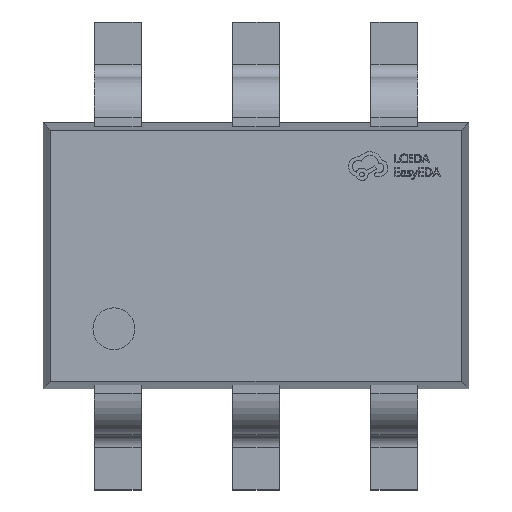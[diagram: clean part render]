
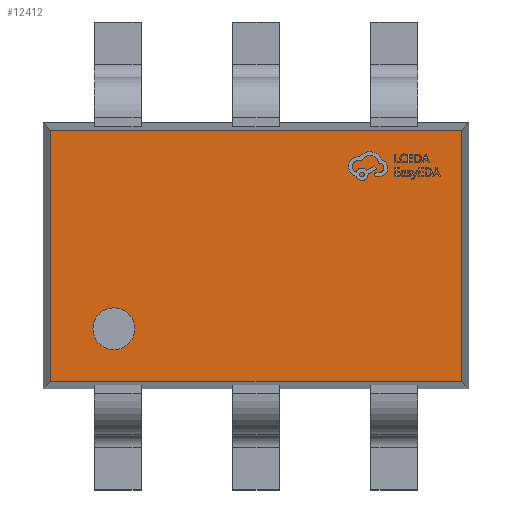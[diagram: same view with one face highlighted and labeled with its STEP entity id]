
A CAD part, top view. The second image highlights one B-rep face of the part: STEP entity #12412.
In plain terms, the highlighted planar face has unit normal (0, 0, 1).
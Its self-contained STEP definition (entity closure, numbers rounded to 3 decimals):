
#752 = LINE ( 'NONE', #10842, #4738 ) ;
#910 = EDGE_CURVE ( 'NONE', #11507, #7811, #1144, .T. ) ;
#990 = ORIENTED_EDGE ( 'NONE', *, *, #910, .T. ) ;
#1144 = LINE ( 'NONE', #16900, #17436 ) ;
#1313 = VECTOR ( 'NONE', #9247, 1000. ) ;
#2528 = LINE ( 'NONE', #11377, #12413 ) ;
#2593 = CARTESIAN_POINT ( 'NONE',  ( -0.767, -0.344, 0.5 ) ) ;
#2725 = CARTESIAN_POINT ( 'NONE',  ( 0.965, 0.59, 0.5 ) ) ;
#3228 = EDGE_CURVE ( 'NONE', #7811, #8613, #752, .T. ) ;
#3439 = FACE_OUTER_BOUND ( 'NONE', #7516, .T. ) ;
#3519 = DIRECTION ( 'NONE',  ( 0., 0., 1. ) ) ;
#3854 = EDGE_LOOP ( 'NONE', ( #11788, #12883 ) ) ;
#4016 = DIRECTION ( 'NONE',  ( 0., -1., 0. ) ) ;
#4327 = CIRCLE ( 'NONE', #15021, 0.098 ) ;
#4486 = DIRECTION ( 'NONE',  ( 0., 0., 1. ) ) ;
#4738 = VECTOR ( 'NONE', #18410, 1000. ) ;
#4862 = AXIS2_PLACEMENT_3D ( 'NONE', #16583, #3519, #6193 ) ;
#5784 = EDGE_CURVE ( 'NONE', #11006, #15817, #4327, .T. ) ;
#6016 = FACE_BOUND ( 'NONE', #3854, .T. ) ;
#6193 = DIRECTION ( 'NONE',  ( 1., 0., 0. ) ) ;
#7496 = ORIENTED_EDGE ( 'NONE', *, *, #3228, .T. ) ;
#7516 = EDGE_LOOP ( 'NONE', ( #18233, #10811, #990, #7496 ) ) ;
#7798 = LINE ( 'NONE', #9526, #1313 ) ;
#7811 = VERTEX_POINT ( 'NONE', #17063 ) ;
#8613 = VERTEX_POINT ( 'NONE', #12985 ) ;
#8991 = PLANE ( 'NONE',  #15442 ) ;
#9247 = DIRECTION ( 'NONE',  ( -1., 0., 0. ) ) ;
#9479 = EDGE_CURVE ( 'NONE', #15817, #11006, #17659, .T. ) ;
#9526 = CARTESIAN_POINT ( 'NONE',  ( -1., 0.59, 0.5 ) ) ;
#10811 = ORIENTED_EDGE ( 'NONE', *, *, #11701, .T. ) ;
#10842 = CARTESIAN_POINT ( 'NONE',  ( -1., -0.59, 0.5 ) ) ;
#11006 = VERTEX_POINT ( 'NONE', #2593 ) ;
#11377 = CARTESIAN_POINT ( 'NONE',  ( 0.965, 0.625, 0.5 ) ) ;
#11507 = VERTEX_POINT ( 'NONE', #17257 ) ;
#11610 = DIRECTION ( 'NONE',  ( 0., 0., 1. ) ) ;
#11701 = EDGE_CURVE ( 'NONE', #17427, #11507, #7798, .T. ) ;
#11788 = ORIENTED_EDGE ( 'NONE', *, *, #9479, .F. ) ;
#12412 = ADVANCED_FACE ( 'NONE', ( #6016, #3439 ), #8991, .T. ) ;
#12413 = VECTOR ( 'NONE', #17226, 1000. ) ;
#12883 = ORIENTED_EDGE ( 'NONE', *, *, #5784, .F. ) ;
#12985 = CARTESIAN_POINT ( 'NONE',  ( 0.965, -0.59, 0.5 ) ) ;
#13502 = DIRECTION ( 'NONE',  ( 1., 0., 0. ) ) ;
#13810 = CARTESIAN_POINT ( 'NONE',  ( -0.57, -0.344, 0.5 ) ) ;
#14920 = CARTESIAN_POINT ( 'NONE',  ( 0., 0., 0.5 ) ) ;
#15021 = AXIS2_PLACEMENT_3D ( 'NONE', #15941, #11610, #17651 ) ;
#15442 = AXIS2_PLACEMENT_3D ( 'NONE', #14920, #4486, #13502 ) ;
#15817 = VERTEX_POINT ( 'NONE', #13810 ) ;
#15941 = CARTESIAN_POINT ( 'NONE',  ( -0.668, -0.344, 0.5 ) ) ;
#16388 = EDGE_CURVE ( 'NONE', #8613, #17427, #2528, .T. ) ;
#16583 = CARTESIAN_POINT ( 'NONE',  ( -0.668, -0.344, 0.5 ) ) ;
#16900 = CARTESIAN_POINT ( 'NONE',  ( -0.965, 0.625, 0.5 ) ) ;
#17063 = CARTESIAN_POINT ( 'NONE',  ( -0.965, -0.59, 0.5 ) ) ;
#17226 = DIRECTION ( 'NONE',  ( 0., 1., 0. ) ) ;
#17257 = CARTESIAN_POINT ( 'NONE',  ( -0.965, 0.59, 0.5 ) ) ;
#17427 = VERTEX_POINT ( 'NONE', #2725 ) ;
#17436 = VECTOR ( 'NONE', #4016, 1000. ) ;
#17651 = DIRECTION ( 'NONE',  ( 1., 0., 0. ) ) ;
#17659 = CIRCLE ( 'NONE', #4862, 0.098 ) ;
#18233 = ORIENTED_EDGE ( 'NONE', *, *, #16388, .T. ) ;
#18410 = DIRECTION ( 'NONE',  ( 1., 0., 0. ) ) ;
